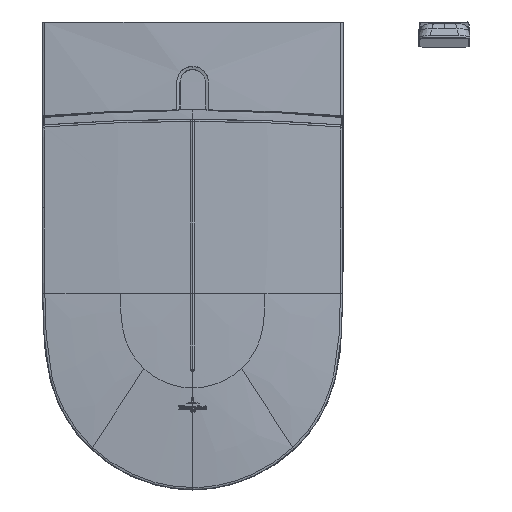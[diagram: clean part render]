
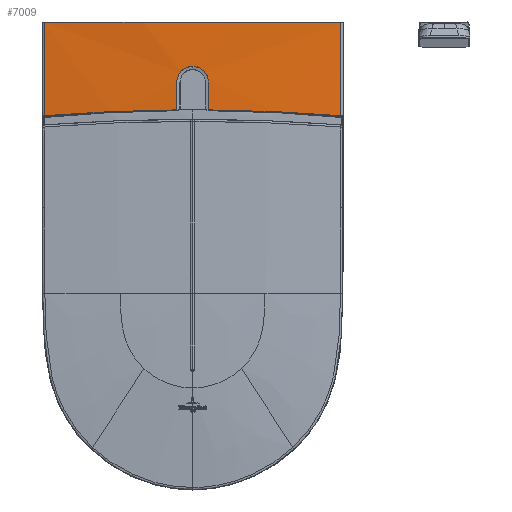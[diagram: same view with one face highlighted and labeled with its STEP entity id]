
A CAD part, top view. The second image highlights one B-rep face of the part: STEP entity #7009.
In plain terms, the highlighted cylindrical face has radius 1924.8 mm (diameter 3849.61 mm), a partial arc.
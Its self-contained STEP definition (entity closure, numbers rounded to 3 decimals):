
#928=CYLINDRICAL_SURFACE('',#24284,1924.803);
#1100=(
BOUNDED_CURVE()
B_SPLINE_CURVE(3,(#94137,#94138,#94139,#94140,#94141,#94142,#94143,#94144,
#94145,#94146),.UNSPECIFIED.,.F.,.F.)
B_SPLINE_CURVE_WITH_KNOTS((4,2,2,2,4),(0.,0.25,0.5,0.75,1.),
 .UNSPECIFIED.)
CURVE()
GEOMETRIC_REPRESENTATION_ITEM()
RATIONAL_B_SPLINE_CURVE((1.,1.,1.,1.,1.,1.,1.,1.,1.,1.))
REPRESENTATION_ITEM('')
);
#1101=(
BOUNDED_CURVE()
B_SPLINE_CURVE(3,(#94148,#94149,#94150,#94151),.UNSPECIFIED.,.F.,.F.)
B_SPLINE_CURVE_WITH_KNOTS((4,4),(0.,1.),.UNSPECIFIED.)
CURVE()
GEOMETRIC_REPRESENTATION_ITEM()
RATIONAL_B_SPLINE_CURVE((1.,1.,1.,
1.))
REPRESENTATION_ITEM('')
);
#1241=LINE('',#93756,#3898);
#1244=LINE('',#94135,#3901);
#3898=VECTOR('',#24877,1.);
#3901=VECTOR('',#24896,1.);
#6486=CIRCLE('',#24268,1924.803);
#7009=ADVANCED_FACE('',(#8111),#928,.T.);
#8111=FACE_OUTER_BOUND('',#8816,.T.);
#8816=EDGE_LOOP('',(#11371,#11372,#11373,#11374,#11375,#11376,#11377,#11378,
#11379,#11380,#11381));
#11371=ORIENTED_EDGE('',*,*,#19453,.F.);
#11372=ORIENTED_EDGE('',*,*,#19521,.F.);
#11373=ORIENTED_EDGE('',*,*,#19522,.F.);
#11374=ORIENTED_EDGE('',*,*,#19523,.F.);
#11375=ORIENTED_EDGE('',*,*,#19524,.T.);
#11376=ORIENTED_EDGE('',*,*,#19525,.T.);
#11377=ORIENTED_EDGE('',*,*,#19477,.F.);
#11378=ORIENTED_EDGE('',*,*,#19511,.F.);
#11379=ORIENTED_EDGE('',*,*,#19526,.T.);
#11380=ORIENTED_EDGE('',*,*,#19527,.T.);
#11381=ORIENTED_EDGE('',*,*,#19501,.T.);
#15600=VERTEX_POINT('',#92397);
#15601=VERTEX_POINT('',#92399);
#15614=VERTEX_POINT('',#92860);
#15616=VERTEX_POINT('',#92890);
#15632=VERTEX_POINT('',#93757);
#15638=VERTEX_POINT('',#93890);
#15643=VERTEX_POINT('',#94136);
#15644=VERTEX_POINT('',#94147);
#15645=VERTEX_POINT('',#94152);
#15646=VERTEX_POINT('',#94157);
#15647=VERTEX_POINT('',#94168);
#19453=EDGE_CURVE('',#15600,#15601,#6486,.T.);
#19477=EDGE_CURVE('',#15616,#15614,#23809,.T.);
#19501=EDGE_CURVE('',#15632,#15601,#1241,.T.);
#19511=EDGE_CURVE('',#15638,#15616,#23833,.T.);
#19521=EDGE_CURVE('',#15643,#15600,#1244,.T.);
#19522=EDGE_CURVE('',#15644,#15643,#1100,.T.);
#19523=EDGE_CURVE('',#15645,#15644,#1101,.T.);
#19524=EDGE_CURVE('',#15645,#15646,#23837,.T.);
#19525=EDGE_CURVE('',#15646,#15614,#23838,.T.);
#19526=EDGE_CURVE('',#15638,#15647,#23839,.T.);
#19527=EDGE_CURVE('',#15647,#15632,#23840,.T.);
#23809=B_SPLINE_CURVE_WITH_KNOTS('',3,(#92891,#92892,#92893,#92894,#92895,
#92896,#92897,#92898,#92899,#92900,#92901,#92902,#92903,#92904,#92905,#92906,
#92907,#92908,#92909,#92910,#92911,#92912),.UNSPECIFIED.,.F.,.F.,(4,2,2,
2,2,2,2,2,2,2,4),(0.,0.063,0.125,0.25,0.375,0.5,0.625,0.75,0.875,0.938,
1.),.UNSPECIFIED.);
#23833=B_SPLINE_CURVE_WITH_KNOTS('',3,(#93891,#93892,#93893,#93894),
 .UNSPECIFIED.,.F.,.F.,(4,4),(0.,1.),.UNSPECIFIED.);
#23837=B_SPLINE_CURVE_WITH_KNOTS('',3,(#94153,#94154,#94155,#94156),
 .UNSPECIFIED.,.F.,.F.,(4,4),(0.,1.),.UNSPECIFIED.);
#23838=B_SPLINE_CURVE_WITH_KNOTS('',3,(#94158,#94159,#94160,#94161,#94162,
#94163),.UNSPECIFIED.,.F.,.F.,(4,2,4),(0.,0.5,1.),.UNSPECIFIED.);
#23839=B_SPLINE_CURVE_WITH_KNOTS('',3,(#94164,#94165,#94166,#94167),
 .UNSPECIFIED.,.F.,.F.,(4,4),(0.,1.),.UNSPECIFIED.);
#23840=B_SPLINE_CURVE_WITH_KNOTS('',3,(#94169,#94170,#94171,#94172,#94173,
#94174,#94175,#94176,#94177,#94178,#94179,#94180,#94181,#94182,#94183),
 .UNSPECIFIED.,.F.,.F.,(4,2,1,2,2,2,2,4),(0.,0.25,0.375,
0.438,0.5,0.625,0.75,1.),
 .UNSPECIFIED.);
#24268=AXIS2_PLACEMENT_3D('',#92398,#24853,#24854);
#24284=AXIS2_PLACEMENT_3D('',#94184,#24897,#24898);
#24853=DIRECTION('',(0.,1.,0.));
#24854=DIRECTION('',(0.,0.,-1.));
#24877=DIRECTION('',(0.,1.,0.));
#24896=DIRECTION('',(0.,1.,0.));
#24897=DIRECTION('',(0.,-1.,0.));
#24898=DIRECTION('',(-1.,0.,0.));
#92397=CARTESIAN_POINT('',(-188.04,-0.105,39.293));
#92398=CARTESIAN_POINT('',(0.,-0.105,-1876.303));
#92399=CARTESIAN_POINT('',(188.04,-0.105,39.293));
#92860=CARTESIAN_POINT('',(0.,-55.877,48.5));
#92890=CARTESIAN_POINT('',(20.122,-76.,48.395));
#92891=CARTESIAN_POINT('',(20.122,-76.,48.395));
#92892=CARTESIAN_POINT('',(20.123,-75.336,48.395));
#92893=CARTESIAN_POINT('',(20.091,-74.674,48.395));
#92894=CARTESIAN_POINT('',(19.961,-73.354,48.397));
#92895=CARTESIAN_POINT('',(19.864,-72.699,48.398));
#92896=CARTESIAN_POINT('',(19.48,-70.767,48.401));
#92897=CARTESIAN_POINT('',(19.102,-69.514,48.405));
#92898=CARTESIAN_POINT('',(18.097,-67.079,48.415));
#92899=CARTESIAN_POINT('',(17.469,-65.902,48.421));
#92900=CARTESIAN_POINT('',(16.017,-63.723,48.434));
#92901=CARTESIAN_POINT('',(15.187,-62.707,48.44));
#92902=CARTESIAN_POINT('',(13.311,-60.828,48.454));
#92903=CARTESIAN_POINT('',(12.285,-59.986,48.461));
#92904=CARTESIAN_POINT('',(10.081,-58.518,48.474));
#92905=CARTESIAN_POINT('',(8.924,-57.902,48.48));
#92906=CARTESIAN_POINT('',(6.502,-56.903,48.489));
#92907=CARTESIAN_POINT('',(5.224,-56.516,48.493));
#92908=CARTESIAN_POINT('',(3.284,-56.133,48.497));
#92909=CARTESIAN_POINT('',(2.634,-56.037,48.498));
#92910=CARTESIAN_POINT('',(1.323,-55.909,48.5));
#92911=CARTESIAN_POINT('',(0.664,-55.877,48.5));
#92912=CARTESIAN_POINT('',(0.,-55.877,48.5));
#93756=CARTESIAN_POINT('',(188.04,2.,39.293));
#93757=CARTESIAN_POINT('',(188.04,-118.417,39.293));
#93890=CARTESIAN_POINT('',(20.132,-111.109,48.395));
#93891=CARTESIAN_POINT('',(20.132,-111.109,48.395));
#93892=CARTESIAN_POINT('',(20.126,-99.406,48.395));
#93893=CARTESIAN_POINT('',(20.116,-87.703,48.395));
#93894=CARTESIAN_POINT('',(20.122,-76.,48.395));
#94135=CARTESIAN_POINT('',(-188.04,2.,39.293));
#94136=CARTESIAN_POINT('',(-188.04,-118.417,39.293));
#94137=CARTESIAN_POINT('',(-20.173,-111.121,48.394));
#94138=CARTESIAN_POINT('',(-34.199,-111.236,48.247));
#94139=CARTESIAN_POINT('',(-48.227,-111.471,47.947));
#94140=CARTESIAN_POINT('',(-76.266,-112.188,47.04));
#94141=CARTESIAN_POINT('',(-90.274,-112.668,46.433));
#94142=CARTESIAN_POINT('',(-118.266,-113.877,44.914));
#94143=CARTESIAN_POINT('',(-132.252,-114.606,44.002));
#94144=CARTESIAN_POINT('',(-160.177,-116.319,41.875));
#94145=CARTESIAN_POINT('',(-174.118,-117.303,40.659));
#94146=CARTESIAN_POINT('',(-188.04,-118.417,39.293));
#94147=CARTESIAN_POINT('',(-20.173,-111.121,48.394));
#94148=CARTESIAN_POINT('',(-20.132,-111.109,48.395));
#94149=CARTESIAN_POINT('',(-20.146,-111.113,48.395));
#94150=CARTESIAN_POINT('',(-20.159,-111.117,48.394));
#94151=CARTESIAN_POINT('',(-20.173,-111.121,48.394));
#94152=CARTESIAN_POINT('',(-20.132,-111.109,48.395));
#94153=CARTESIAN_POINT('',(-20.132,-111.109,48.395));
#94154=CARTESIAN_POINT('',(-20.126,-99.406,48.395));
#94155=CARTESIAN_POINT('',(-20.116,-87.703,48.395));
#94156=CARTESIAN_POINT('',(-20.122,-76.,48.395));
#94157=CARTESIAN_POINT('',(-20.122,-76.,48.395));
#94158=CARTESIAN_POINT('',(-20.122,-76.,48.395));
#94159=CARTESIAN_POINT('',(-20.125,-70.735,48.395));
#94160=CARTESIAN_POINT('',(-17.952,-65.477,48.42));
#94161=CARTESIAN_POINT('',(-10.547,-58.058,48.475));
#94162=CARTESIAN_POINT('',(-5.25,-55.877,48.5));
#94163=CARTESIAN_POINT('',(0.,-55.877,48.5));
#94164=CARTESIAN_POINT('',(20.132,-111.109,48.395));
#94165=CARTESIAN_POINT('',(20.146,-111.113,48.395));
#94166=CARTESIAN_POINT('',(20.159,-111.117,48.394));
#94167=CARTESIAN_POINT('',(20.173,-111.121,48.394));
#94168=CARTESIAN_POINT('',(20.173,-111.121,48.394));
#94169=CARTESIAN_POINT('',(20.173,-111.121,48.394));
#94170=CARTESIAN_POINT('',(34.258,-111.236,48.247));
#94171=CARTESIAN_POINT('',(48.311,-111.473,47.945));
#94172=CARTESIAN_POINT('',(69.337,-112.011,47.264));
#94173=CARTESIAN_POINT('',(79.837,-112.326,46.866));
#94174=CARTESIAN_POINT('',(90.315,-112.709,46.383));
#94175=CARTESIAN_POINT('',(97.296,-112.979,46.043));
#94176=CARTESIAN_POINT('',(100.753,-113.121,45.864));
#94177=CARTESIAN_POINT('',(111.303,-113.577,45.292));
#94178=CARTESIAN_POINT('',(118.315,-113.911,44.873));
#94179=CARTESIAN_POINT('',(132.297,-114.641,43.961));
#94180=CARTESIAN_POINT('',(139.225,-115.034,43.471));
#94181=CARTESIAN_POINT('',(160.193,-116.32,41.874));
#94182=CARTESIAN_POINT('',(174.136,-117.304,40.658));
#94183=CARTESIAN_POINT('',(188.04,-118.417,39.293));
#94184=CARTESIAN_POINT('',(0.,2.,-1876.303));
